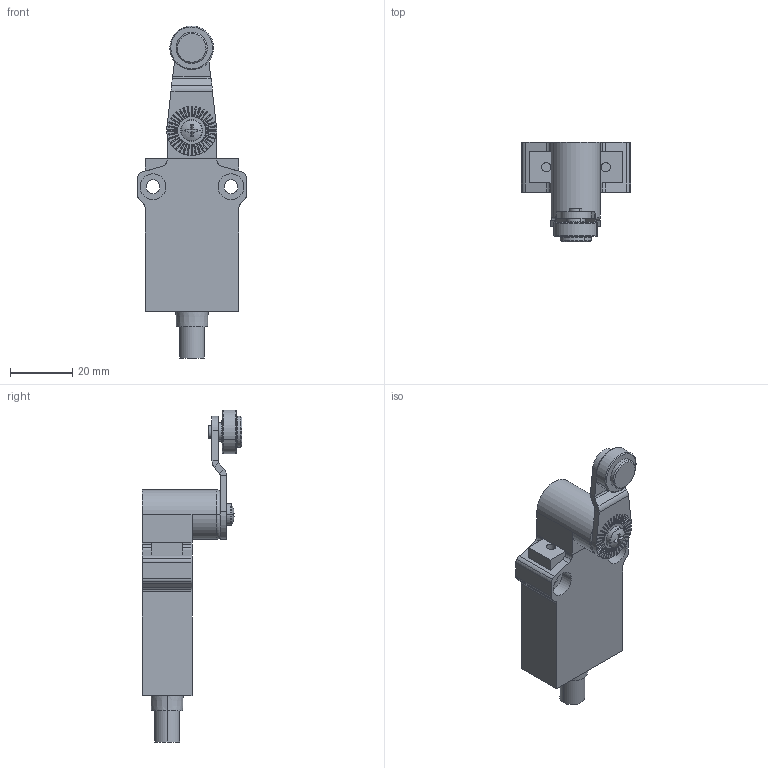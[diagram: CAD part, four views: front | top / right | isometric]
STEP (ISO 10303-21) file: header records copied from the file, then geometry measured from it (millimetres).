
FILE_DESCRIPTION (( 'STEP AP214' ), '1' );
FILE_NAME ('AEM2G42Z11-HF1.step', '2019-09-05T21:01:14', ( '' ), ( '' ), 'SwSTEP 2.0', 'SolidWorks 2018', '' );
FILE_SCHEMA (( 'AUTOMOTIVE_DESIGN' ));
Length unit declared in the file: inch
Products named in the file (1): AEM2G42Z11-HF1
Bounding box: 35 x 32 x 106.4 mm (x, y, z)
Volume: 30675 mm3; surface area: 11336.6 mm2
Topology: 6 solids, 6 shells, 590 faces, 1434 edges, 944 vertices
Faces by surface type: plane 297, cone 153, cylinder 121, torus 10, bspline 7, sphere 2
Entity records: 22066 total; most frequent: CARTESIAN_POINT 7304, ORIENTED_EDGE 2864, DIRECTION 2708, EDGE_CURVE 1432, AXIS2_PLACEMENT_3D 1078, VERTEX_POINT 944, EDGE_LOOP 688, ADVANCED_FACE 590
